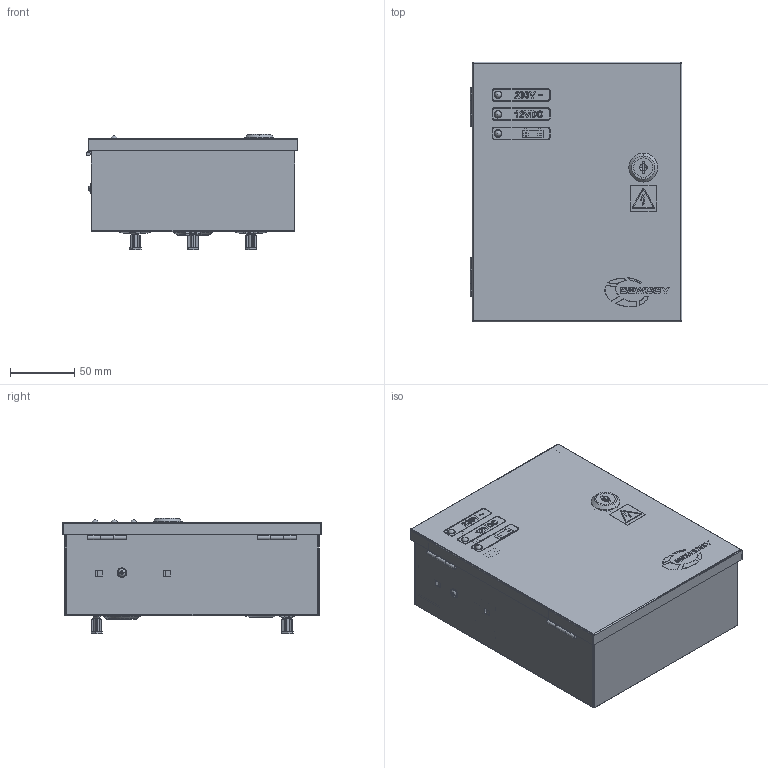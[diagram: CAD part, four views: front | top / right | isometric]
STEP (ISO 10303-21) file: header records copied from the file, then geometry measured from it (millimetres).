
FILE_DESCRIPTION (( 'STEP AP214' ), '1' );
FILE_NAME ('AD1203R_STPALL.step', '2024-06-18T09:41:01', ( '' ), ( '' ), 'SwSTEP 2.0', 'SolidWorks 2020', '' );
FILE_SCHEMA (( 'AUTOMOTIVE_DESIGN' ));
Length unit declared in the file: millimetre
Products named in the file (26): Parte 1 Deviatore a Rotella Panasonic AM5; ELEC AD1203R_NV AD1203R; CAPOT DE PROTECTION AD1203R1_NV PCB; CAM LOCK XL_R1; Parte 3 Deviatore a Rotella Panasonic AM5; PCB DE SIGNALISATION 3 LEDS_NV PCB; BOITIER AD1203R_AD1203R NV ELEC; PCB LEDS_NV PCB; 1751400BIS; EP0180-LED 5MM_ORANGE; ISO 7045 - M3 x 4 - Z - 4S_ISO 7045 - M3 x 4 - Z - 4S; ELEC AD1203R1_nouveau PCB; AD1203R_STPALL; r6513-00_paroi 0.8mm; 1751400BIS_2ANG; EP0180-LED 5MM_VERT; Mascon 2P 4mm; Parte 2 Deviatore a Rotella Panasonic AM5; Parte 4 Deviatore a Rotella Panasonic AM5; BT CONTACT; S4B-XH-A; HB-9500_5P; DIN 967 - M3 x 5 - Z --- 4N_DIN 967 - M3 x 5 - Z --- 4N; ISO 7045 - M3 x 6 - Z --- 6S_ISO 7045 - M3 x 6 - Z --- 6S; 1751400BIS_1ANG; Deviatore a Rotella Panasonic AM5_LIBRE
Assembly tree (30 placements, depth 4):
  AD1203R_STPALL
    BOITIER AD1203R_AD1203R NV ELEC
    CAM LOCK XL_R1
    ELEC AD1203R_NV AD1203R
      HB-9500_5P
      Mascon 2P 4mm
      ISO 7045 - M3 x 6 - Z --- 6S_ISO 7045 - M3 x 6 - Z --- 6S  x2
      1751400BIS
        1751400BIS_2ANG
        1751400BIS_1ANG
      BT CONTACT
      ELEC AD1203R1_nouveau PCB
      CAPOT DE PROTECTION AD1203R1_NV PCB
    Deviatore a Rotella Panasonic AM5_LIBRE
      Parte 1 Deviatore a Rotella Panasonic AM5
      Parte 2 Deviatore a Rotella Panasonic AM5
      Parte 3 Deviatore a Rotella Panasonic AM5
      Parte 4 Deviatore a Rotella Panasonic AM5
    r6513-00_paroi 0.8mm  x3
    PCB DE SIGNALISATION 3 LEDS_NV PCB
      PCB LEDS_NV PCB
      EP0180-LED 5MM_VERT  x2
      EP0180-LED 5MM_ORANGE
      ISO 7045 - M3 x 4 - Z - 4S_ISO 7045 - M3 x 4 - Z - 4S  x2
      S4B-XH-A
    DIN 967 - M3 x 5 - Z --- 4N_DIN 967 - M3 x 5 - Z --- 4N
Bounding box: 164.7 x 202 x 89.5 mm (x, y, z)
Volume: 147734.5 mm3; surface area: 322841.3 mm2
Topology: 40 solids, 40 shells, 3505 faces, 9649 edges, 6483 vertices
Faces by surface type: plane 2143, cylinder 638, bspline 390, cone 226, torus 89, sphere 19
Entity records: 139422 total; most frequent: CARTESIAN_POINT 43472, ORIENTED_EDGE 17380, DIRECTION 14481, EDGE_CURVE 8690, VERTEX_POINT 5884, VECTOR 5843, LINE 5843, AXIS2_PLACEMENT_3D 4319
